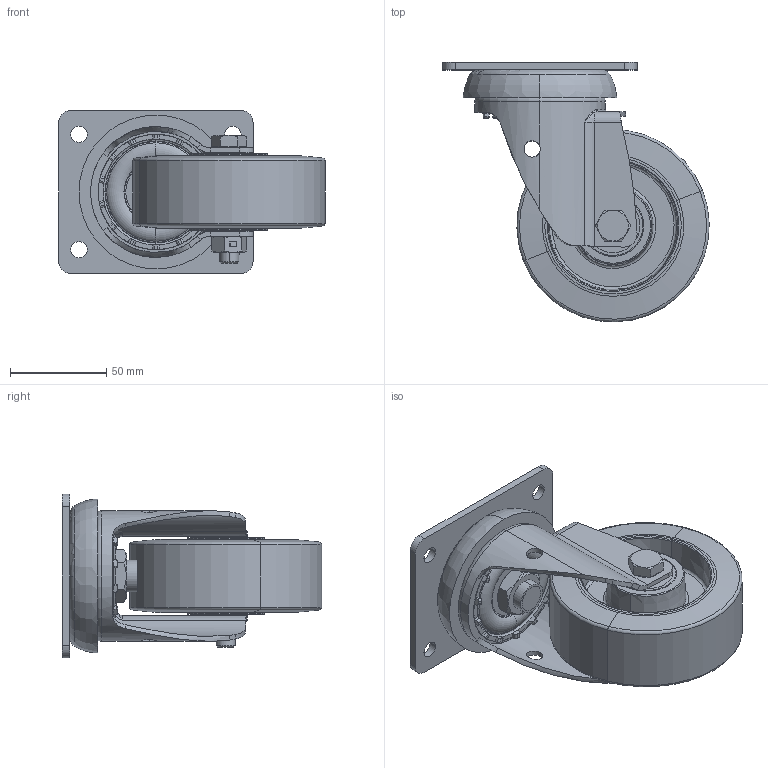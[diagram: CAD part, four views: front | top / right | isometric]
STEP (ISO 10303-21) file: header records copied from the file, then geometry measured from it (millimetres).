
FILE_DESCRIPTION (( 'STEP AP214' ), '1' );
FILE_NAME ('0047348_L-IHB-PUZA-100-K-3_(A-01).step', '2019-07-01T11:00:54', ( 'Windows-Benutzer' ), ( '' ), 'SwSTEP 2.0', 'SolidWorks 2018', '' );
FILE_SCHEMA (( 'AUTOMOTIVE_DESIGN' ));
Length unit declared in the file: millimetre
Products named in the file (1): 0047348_L-IHB-PUZA-100-K-3_(A-01)
Bounding box: 138.48 x 134.99 x 85 mm (x, y, z)
Surface area: 92525.7 mm2 (no closed solid volume)
Topology: 0 solids, 11 shells, 425 faces, 1012 edges, 620 vertices
Faces by surface type: plane 151, cylinder 133, torus 69, cone 50, bspline 22
Entity records: 19190 total; most frequent: CARTESIAN_POINT 4743, DIRECTION 2040, ORIENTED_EDGE 2004, EDGE_CURVE 1012, AXIS2_PLACEMENT_3D 834, VERTEX_POINT 620, EDGE_LOOP 470, UNCERTAINTY_MEASURE_WITH_UNIT 433
